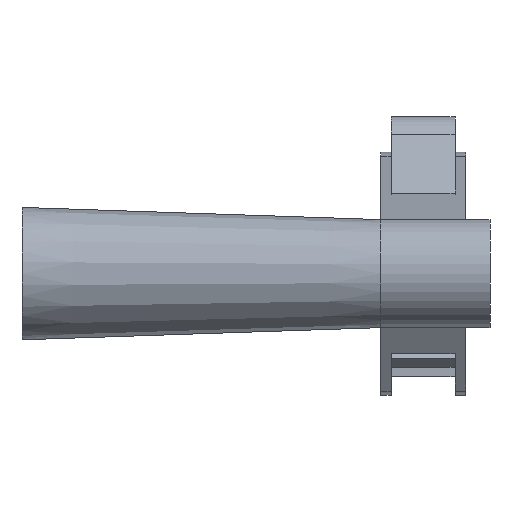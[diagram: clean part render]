
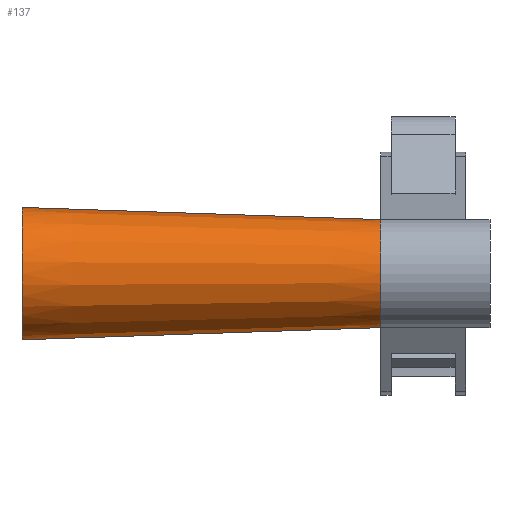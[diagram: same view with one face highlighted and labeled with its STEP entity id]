
A CAD part, left-side view. The second image highlights one B-rep face of the part: STEP entity #137.
In plain terms, the highlighted conical face has half-angle 1.941 degrees and reference radius 17.286 mm.
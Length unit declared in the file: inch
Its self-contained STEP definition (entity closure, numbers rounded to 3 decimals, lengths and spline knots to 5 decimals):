
#128 = ORIENTED_EDGE ( 'NONE', *, *, #1207, .T. ) ;
#129 = ORIENTED_EDGE ( 'NONE', *, *, #641, .T. ) ;
#134 = ORIENTED_EDGE ( 'NONE', *, *, #1208, .F. ) ;
#136 = ORIENTED_EDGE ( 'NONE', *, *, #657, .T. ) ;
#137 = ADVANCED_FACE ( 'NONE', ( #953 ), #862, .T. ) ;
#138 = EDGE_LOOP ( 'NONE', ( #134, #136, #128, #129 ) ) ;
#641 = EDGE_CURVE ( 'NONE', #1215, #1195, #1967, .T. ) ;
#657 = EDGE_CURVE ( 'NONE', #1196, #1197, #1990, .T. ) ;
#858 = CARTESIAN_POINT ( 'NONE',  ( -9.31944, 3.6875, 0. ) ) ;
#861 = AXIS2_PLACEMENT_3D ( 'NONE', #858, #865, #876 ) ;
#862 = CONICAL_SURFACE ( 'NONE', #861, 0.68056, 0.034 ) ;
#865 = DIRECTION ( 'NONE',  ( 0., 1., 0. ) ) ;
#876 = DIRECTION ( 'NONE',  ( 0., 0., 1. ) ) ;
#953 = FACE_OUTER_BOUND ( 'NONE', #138, .T. ) ;
#1195 = VERTEX_POINT ( 'NONE', #2206 ) ;
#1196 = VERTEX_POINT ( 'NONE', #2205 ) ;
#1197 = VERTEX_POINT ( 'NONE', #2204 ) ;
#1207 = EDGE_CURVE ( 'NONE', #1197, #1215, #2221, .T. ) ;
#1208 = EDGE_CURVE ( 'NONE', #1196, #1195, #2238, .T. ) ;
#1215 = VERTEX_POINT ( 'NONE', #2240 ) ;
#1967 = CIRCLE ( 'NONE', #1971, 0.68056 ) ;
#1968 = DIRECTION ( 'NONE',  ( 0., 0., -1. ) ) ;
#1969 = DIRECTION ( 'NONE',  ( 0., -1., 0. ) ) ;
#1970 = CARTESIAN_POINT ( 'NONE',  ( -9.31944, 3.6875, 0. ) ) ;
#1971 = AXIS2_PLACEMENT_3D ( 'NONE', #1970, #1969, #1968 ) ;
#1980 = DIRECTION ( 'NONE',  ( 0., 0., 1. ) ) ;
#1981 = DIRECTION ( 'NONE',  ( 0., 1., 0. ) ) ;
#1982 = CARTESIAN_POINT ( 'NONE',  ( -9.31944, 0., 0. ) ) ;
#1983 = AXIS2_PLACEMENT_3D ( 'NONE', #1982, #1981, #1980 ) ;
#1990 = CIRCLE ( 'NONE', #1983, 0.55556 ) ;
#2204 = CARTESIAN_POINT ( 'NONE',  ( -9.31944, 0., 0.55556 ) ) ;
#2205 = CARTESIAN_POINT ( 'NONE',  ( -9.31944, 0., -0.55556 ) ) ;
#2206 = CARTESIAN_POINT ( 'NONE',  ( -9.31944, 3.6875, -0.68056 ) ) ;
#2221 = LINE ( 'NONE', #2234, #2233 ) ;
#2229 = DIRECTION ( 'NONE',  ( 0., 0.999, -0.034 ) ) ;
#2231 = DIRECTION ( 'NONE',  ( 0., 0.999, 0.034 ) ) ;
#2233 = VECTOR ( 'NONE', #2231, 39.37008 ) ;
#2234 = CARTESIAN_POINT ( 'NONE',  ( -9.31944, 3.6875, 0.68056 ) ) ;
#2236 = VECTOR ( 'NONE', #2229, 39.37008 ) ;
#2237 = CARTESIAN_POINT ( 'NONE',  ( -9.31944, 3.6875, -0.68056 ) ) ;
#2238 = LINE ( 'NONE', #2237, #2236 ) ;
#2240 = CARTESIAN_POINT ( 'NONE',  ( -9.31944, 3.6875, 0.68056 ) ) ;
